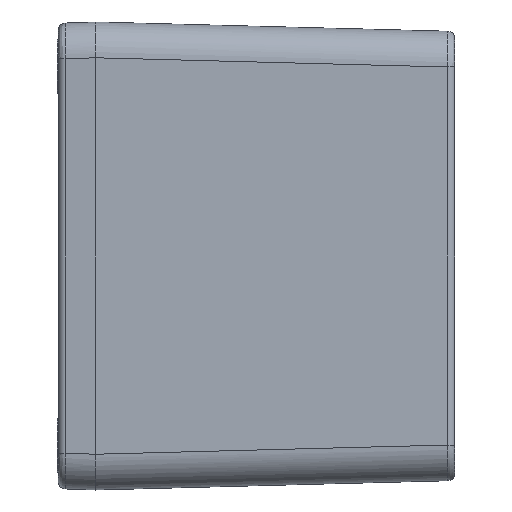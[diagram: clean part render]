
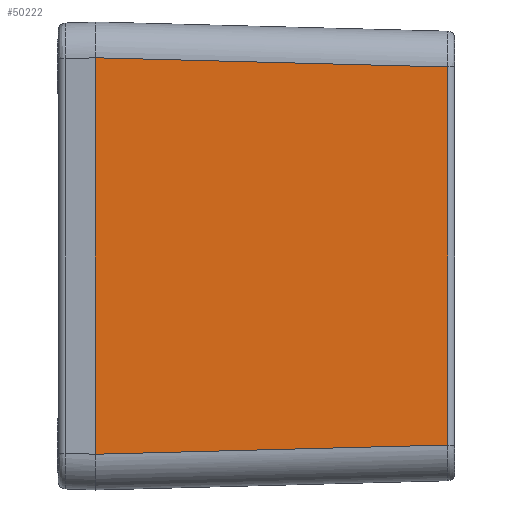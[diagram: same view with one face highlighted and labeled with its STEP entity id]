
A CAD part, left-side view. The second image highlights one B-rep face of the part: STEP entity #50222.
In plain terms, the highlighted planar face has unit normal (-1, -0.026, 0).
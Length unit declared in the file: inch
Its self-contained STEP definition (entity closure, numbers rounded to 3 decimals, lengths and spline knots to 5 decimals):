
#69 = ORIENTED_EDGE ( 'NONE', *, *, #36176, .F. ) ;
#724 = EDGE_CURVE ( 'NONE', #1754, #2520, #57469, .T. ) ;
#1754 = VERTEX_POINT ( 'NONE', #26601 ) ;
#2391 = VECTOR ( 'NONE', #13871, 39.37008 ) ;
#2520 = VERTEX_POINT ( 'NONE', #23599 ) ;
#2562 = CARTESIAN_POINT ( 'NONE',  ( -2.2209, -1.93804, -1.2874 ) ) ;
#3006 = VERTEX_POINT ( 'NONE', #41259 ) ;
#3598 = DIRECTION ( 'NONE',  ( 0.026, -0.999, -0.026 ) ) ;
#5330 = CARTESIAN_POINT ( 'NONE',  ( -2.2209, -1.93804, 1.03987 ) ) ;
#7113 = CARTESIAN_POINT ( 'NONE',  ( -2.27165, 0., -1.09062 ) ) ;
#7172 = DIRECTION ( 'NONE',  ( 0.026, -1., 0. ) ) ;
#8958 = VERTEX_POINT ( 'NONE', #5330 ) ;
#13871 = DIRECTION ( 'NONE',  ( 0., 0., 1. ) ) ;
#16922 = FACE_OUTER_BOUND ( 'NONE', #21732, .T. ) ;
#21732 = EDGE_LOOP ( 'NONE', ( #69, #52783, #47836, #35526 ) ) ;
#22041 = DIRECTION ( 'NONE',  ( 0., 0., 1. ) ) ;
#22624 = VECTOR ( 'NONE', #3598, 39.37008 ) ;
#23000 = CARTESIAN_POINT ( 'NONE',  ( -2.27165, 0., 1.2874 ) ) ;
#23599 = CARTESIAN_POINT ( 'NONE',  ( -2.27165, 0., 1.09062 ) ) ;
#26601 = CARTESIAN_POINT ( 'NONE',  ( -2.27165, 0., -1.09062 ) ) ;
#27070 = LINE ( 'NONE', #2562, #54276 ) ;
#35526 = ORIENTED_EDGE ( 'NONE', *, *, #57536, .T. ) ;
#36068 = CARTESIAN_POINT ( 'NONE',  ( -2.27165, 0., -1.2874 ) ) ;
#36176 = EDGE_CURVE ( 'NONE', #2520, #8958, #43908, .T. ) ;
#39198 = CARTESIAN_POINT ( 'NONE',  ( -2.27003, -0.06219, 1.08899 ) ) ;
#41259 = CARTESIAN_POINT ( 'NONE',  ( -2.2209, -1.93804, -1.03987 ) ) ;
#41968 = EDGE_CURVE ( 'NONE', #1754, #3006, #50109, .T. ) ;
#43908 = LINE ( 'NONE', #39198, #22624 ) ;
#45475 = DIRECTION ( 'NONE',  ( -1., -0.026, 0. ) ) ;
#47836 = ORIENTED_EDGE ( 'NONE', *, *, #41968, .T. ) ;
#50109 = LINE ( 'NONE', #7113, #54745 ) ;
#50168 = PLANE ( 'NONE',  #53046 ) ;
#50222 = ADVANCED_FACE ( 'NONE', ( #16922 ), #50168, .T. ) ;
#52783 = ORIENTED_EDGE ( 'NONE', *, *, #724, .F. ) ;
#53046 = AXIS2_PLACEMENT_3D ( 'NONE', #36068, #45475, #7172 ) ;
#54276 = VECTOR ( 'NONE', #22041, 39.37008 ) ;
#54745 = VECTOR ( 'NONE', #59508, 39.37008 ) ;
#57469 = LINE ( 'NONE', #23000, #2391 ) ;
#57536 = EDGE_CURVE ( 'NONE', #3006, #8958, #27070, .T. ) ;
#59508 = DIRECTION ( 'NONE',  ( 0.026, -0.999, 0.026 ) ) ;
